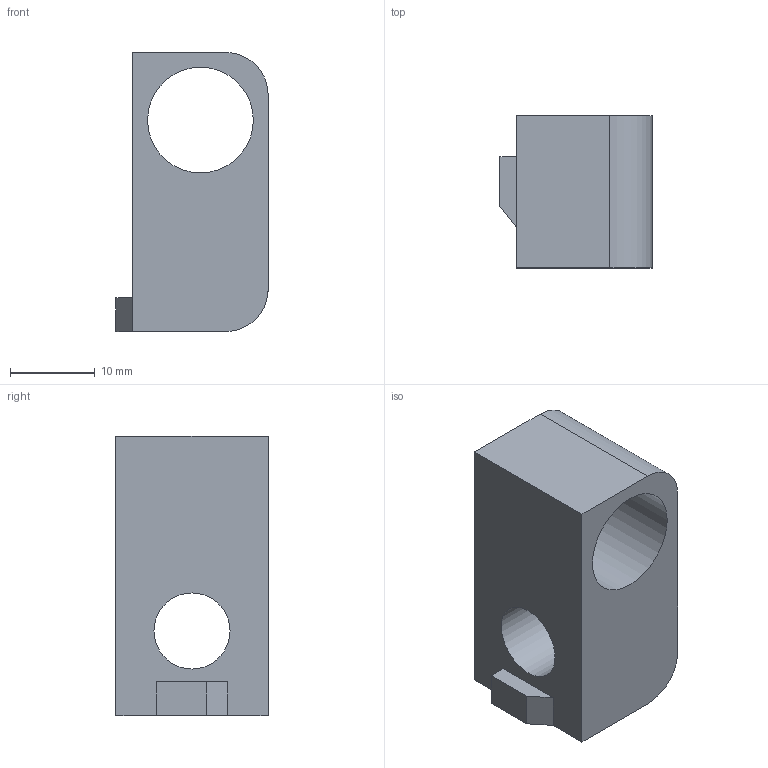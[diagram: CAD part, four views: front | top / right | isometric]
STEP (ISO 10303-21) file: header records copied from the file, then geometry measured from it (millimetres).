
FILE_DESCRIPTION(/* description */ (''),/* implementation_level */ '2;1');
FILE_NAME(/* name */ 'CableGuideForFlexTube.stp',/* time_stamp */ '2014-06-26T21:19:24+02:00',/* author */ (''),/* organization */ (''),/* preprocessor_version */ 'ST-DEVELOPER v15.6',/* originating_system */ 'Autodesk Translator Framework v3.0.0.6910',/* authorisation */ '');
FILE_SCHEMA (('AUTOMOTIVE_DESIGN { 1 0 10303 214 3 1 1 }'));
Length unit declared in the file: centimetre
Products named in the file (3): Component3; heat-chamber-mount v3; Cable_guide_frame v3
Bounding box: 18 x 18 x 33 mm (x, y, z)
Volume: 5329.7 mm3; surface area: 3686.1 mm2
Topology: 1 solids, 1 shells, 16 faces, 42 edges, 28 vertices
Faces by surface type: plane 11, cylinder 5
Full cylindrical faces by diameter (mm): 9 x1, 12.5 x1, 14 x1
Entity records: 558 total; most frequent: CARTESIAN_POINT 96, DIRECTION 89, ORIENTED_EDGE 76, EDGE_CURVE 38, AXIS2_PLACEMENT_3D 31, LINE 27, VECTOR 27, VERTEX_POINT 27
